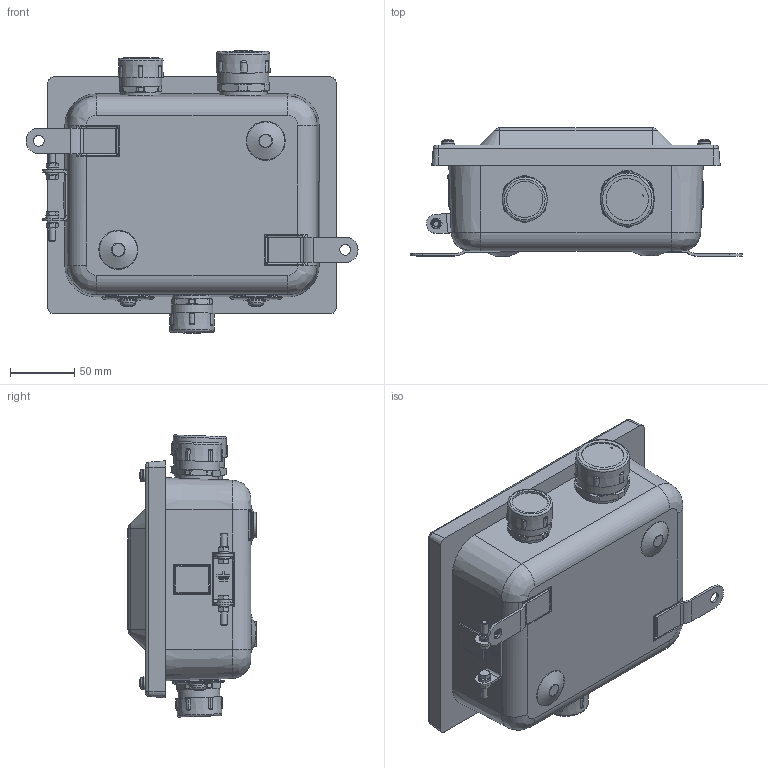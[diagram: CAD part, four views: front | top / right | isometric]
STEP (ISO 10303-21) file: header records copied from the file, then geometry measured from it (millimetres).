
FILE_DESCRIPTION(/* description */ (''),/* implementation_level */ '2;1');
FILE_NAME(/* name */ '',/* time_stamp */ '2024-02-19T11:51:01+07:00',/* author */ ('zeta-09'),/* organization */ (''),/* preprocessor_version */ 'ST-DEVELOPER v19.2',/* originating_system */ 'Autodesk Inventor 2024',/* authorisation */ '');
FILE_SCHEMA (('AUTOMOTIVE_DESIGN { 1 0 10303 214 3 1 1 }'));
Length unit declared in the file: millimetre
Products named in the file (1): Деталь1
Bounding box: 259 x 100 x 220.11 mm (x, y, z)
Volume: 2824208.3 mm3; surface area: 165936.7 mm2
Topology: 19 solids, 19 shells, 731 faces, 1847 edges, 1210 vertices
Faces by surface type: plane 260, cone 161, cylinder 145, bspline 98, torus 57, sphere 10
Full cylindrical faces by diameter (mm): 4.567 x2, 5 x4, 5.3 x2, 5.5 x2, 6.7 x2, 8.5 x2, 10 x6, 14 x2, 28.2 x2, 31.2 x2, 32.5 x2, 33 x1, 36 x2, 37.2 x1, 39.6 x1
Entity records: 25274 total; most frequent: CARTESIAN_POINT 7665, ORIENTED_EDGE 3662, DIRECTION 3338, EDGE_CURVE 1831, AXIS2_PLACEMENT_3D 1341, VERTEX_POINT 1197, EDGE_LOOP 798, STYLED_ITEM 760
